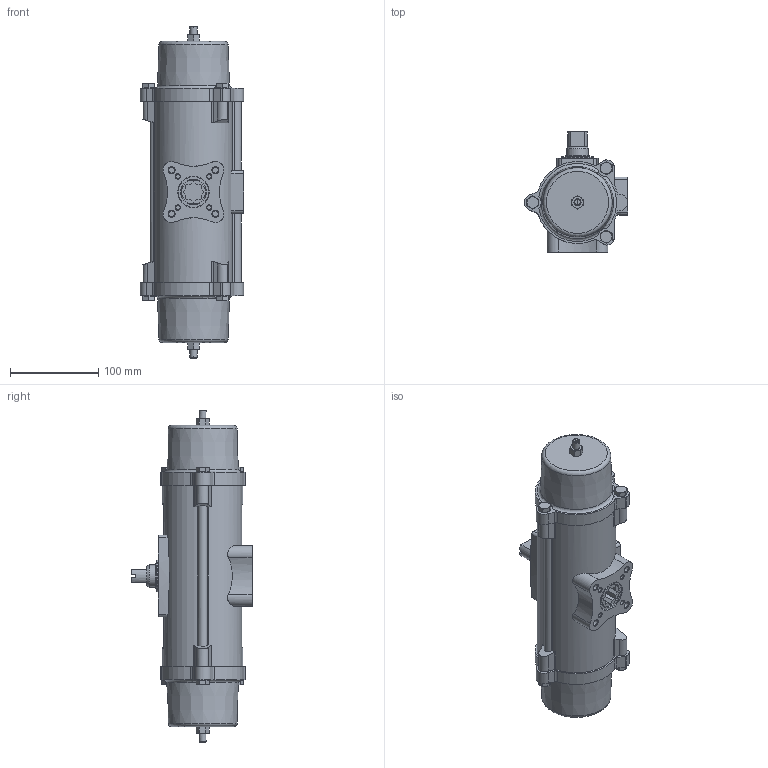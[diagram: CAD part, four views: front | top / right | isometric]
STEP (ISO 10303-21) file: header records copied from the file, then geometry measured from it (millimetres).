
FILE_DESCRIPTION(/* description */ ('STEP AP214'),/* implementation_level */ '2;1');
FILE_NAME(/* name */ '552890_DAPS-0120-090-RS4-F0507-CR',/* time_stamp */ '2024-08-13T16:15:28+02:00',/* author */ ('License CC BY-ND 4.0'),/* organization */ ('CADENAS'),/* preprocessor_version */ 'ST-DEVELOPER v19.3',/* originating_system */ 'PARTsolutions',/* authorisation */ ' ');
FILE_SCHEMA (('AUTOMOTIVE_DESIGN {1 0 10303 214 3 1 1}'));
Length unit declared in the file: millimetre
Products named in the file (3): 552890 DAPS-0120-090-RS4-F0507-CR---0; 552890 DAPS-0120-090-RS4-F0507-CR---(1); 552890 DAPS-0120-090-RS4-F0507-CR---(2)
Assembly tree (2 placements, depth 2):
  552890 DAPS-0120-090-RS4-F0507-CR---0
    552890 DAPS-0120-090-RS4-F0507-CR---(1)
    552890 DAPS-0120-090-RS4-F0507-CR---(2)
Bounding box: 117 x 136.4 x 376.2 mm (x, y, z)
Volume: 2222852.6 mm3; surface area: 161078 mm2
Topology: 2 solids, 2 shells, 439 faces, 1044 edges, 651 vertices
Faces by surface type: plane 206, cylinder 123, cone 100, torus 10
Full cylindrical faces by diameter (mm): 4.134 x8, 4.917 x5, 6.647 x4, 8 x2, 8.566 x2, 13 x6, 25 x1, 28 x2, 28.3 x1, 29 x1, 35 x1, 36 x2, 37 x1
Entity records: 12580 total; most frequent: CARTESIAN_POINT 2753, DIRECTION 2046, ORIENTED_EDGE 1930, EDGE_CURVE 965, AXIS2_PLACEMENT_3D 827, VERTEX_POINT 642, FACE_BOUND 553, EDGE_LOOP 552
